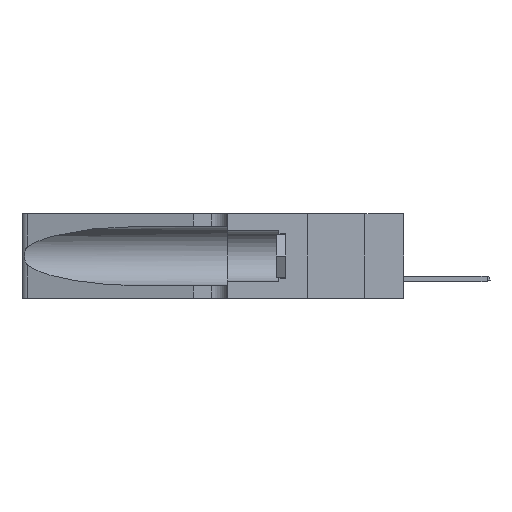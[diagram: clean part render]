
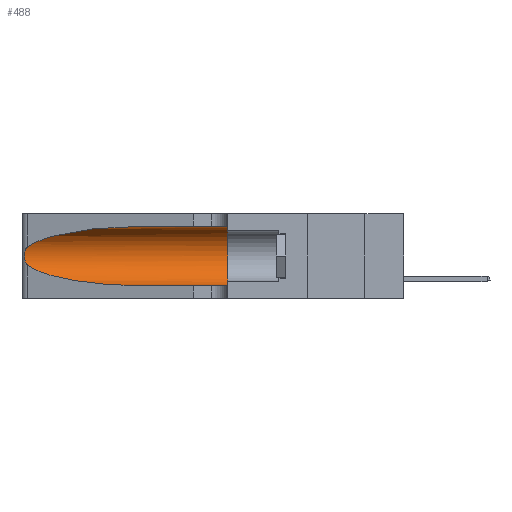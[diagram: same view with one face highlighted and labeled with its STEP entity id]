
A CAD part, left-side view. The second image highlights one B-rep face of the part: STEP entity #488.
In plain terms, the highlighted cylindrical face has radius 3.308 mm (diameter 6.617 mm), a partial arc.
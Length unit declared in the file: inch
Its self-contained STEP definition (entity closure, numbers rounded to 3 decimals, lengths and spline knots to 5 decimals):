
#488 = ADVANCED_FACE ( 'NONE', ( #5424 ), #19340, .F. ) ;
#1345 = CARTESIAN_POINT ( 'NONE',  ( 0.25487, 1.22718, 0.22369 ) ) ;
#1513 = AXIS2_PLACEMENT_3D ( 'NONE', #2636, #7843, #14337 ) ;
#1892 = CARTESIAN_POINT ( 'NONE',  ( 0.1305, 1.61858, 0.31525 ) ) ;
#2289 = CARTESIAN_POINT ( 'NONE',  ( 0.1305, 0.72297, 0.31525 ) ) ;
#2636 = CARTESIAN_POINT ( 'NONE',  ( 0.1305, 0.35, 0.185 ) ) ;
#3940 = DIRECTION ( 'NONE',  ( 0., 0., -1. ) ) ;
#3960 = VERTEX_POINT ( 'NONE', #4480 ) ;
#4055 = CIRCLE ( 'NONE', #1513, 0.13025 ) ;
#4477 = CARTESIAN_POINT ( 'NONE',  ( 0.25555, 1.22993, 0.14849 ) ) ;
#4480 = CARTESIAN_POINT ( 'NONE',  ( 0.25487, 1.22718, 0.22369 ) ) ;
#4902 = CARTESIAN_POINT ( 'NONE',  ( 0.25487, 1.22718, 0.14631 ) ) ;
#4904 =( BOUNDED_CURVE ( )  B_SPLINE_CURVE ( 3, ( #15254, #6872, #20452, #15408 ),
 .UNSPECIFIED., .F., .T. ) 
 B_SPLINE_CURVE_WITH_KNOTS ( ( 4, 4 ),
 ( 3.44316, 4.71239 ),
 .UNSPECIFIED. ) 
 CURVE ( )  GEOMETRIC_REPRESENTATION_ITEM ( )  RATIONAL_B_SPLINE_CURVE ( ( 1., 0.87, 0.87, 1. ) ) 
 REPRESENTATION_ITEM ( '' )  );
#5180 = CARTESIAN_POINT ( 'NONE',  ( 0.1305, 0.35, 0.31525 ) ) ;
#5424 = FACE_OUTER_BOUND ( 'NONE', #20479, .T. ) ;
#5511 = DIRECTION ( 'NONE',  ( 0., -1., 0. ) ) ;
#6060 = ORIENTED_EDGE ( 'NONE', *, *, #10851, .F. ) ;
#6872 = CARTESIAN_POINT ( 'NONE',  ( 0.2373, 1.15595, 0.08982 ) ) ;
#6983 = CARTESIAN_POINT ( 'NONE',  ( 0.1305, 0.72297, 0.31525 ) ) ;
#7279 = CARTESIAN_POINT ( 'NONE',  ( 0.1305, 1.61858, 0.185 ) ) ;
#7592 = VECTOR ( 'NONE', #5511, 39.37008 ) ;
#7843 = DIRECTION ( 'NONE',  ( 0., 1., 0. ) ) ;
#8047 = CARTESIAN_POINT ( 'NONE',  ( 0.25787, 1.23484, 0.2124 ) ) ;
#8113 = CARTESIAN_POINT ( 'NONE',  ( 0.25856, 1.23593, 0.16098 ) ) ;
#8402 = ORIENTED_EDGE ( 'NONE', *, *, #9200, .T. ) ;
#8546 = EDGE_CURVE ( 'NONE', #11891, #12078, #13216, .T. ) ;
#9044 = CARTESIAN_POINT ( 'NONE',  ( 0.18966, 0.96281, 0.31525 ) ) ;
#9200 = EDGE_CURVE ( 'NONE', #11268, #3960, #17920, .T. ) ;
#9847 = CARTESIAN_POINT ( 'NONE',  ( 0.25555, 1.22994, 0.2215 ) ) ;
#10570 = EDGE_CURVE ( 'NONE', #3960, #20286, #15166, .T. ) ;
#10851 = EDGE_CURVE ( 'NONE', #11456, #12078, #4055, .T. ) ;
#11268 = VERTEX_POINT ( 'NONE', #6983 ) ;
#11446 = CARTESIAN_POINT ( 'NONE',  ( 0.25487, 1.22718, 0.14631 ) ) ;
#11456 = VERTEX_POINT ( 'NONE', #5180 ) ;
#11517 = CARTESIAN_POINT ( 'NONE',  ( 0.26075, 1.23896, 0.19203 ) ) ;
#11713 = CARTESIAN_POINT ( 'NONE',  ( 0.1305, 0.35, 0.05475 ) ) ;
#11891 = VERTEX_POINT ( 'NONE', #18331 ) ;
#12078 = VERTEX_POINT ( 'NONE', #11713 ) ;
#13079 = CARTESIAN_POINT ( 'NONE',  ( 0.26017, 1.23833, 0.17102 ) ) ;
#13216 = LINE ( 'NONE', #21081, #7592 ) ;
#14134 = CARTESIAN_POINT ( 'NONE',  ( 0.25487, 1.22718, 0.22369 ) ) ;
#14337 = DIRECTION ( 'NONE',  ( 0., 0., 1. ) ) ;
#14774 = CARTESIAN_POINT ( 'NONE',  ( 0.25854, 1.2359, 0.20912 ) ) ;
#14924 = CARTESIAN_POINT ( 'NONE',  ( 0.25639, 1.23186, 0.15144 ) ) ;
#15166 = B_SPLINE_CURVE_WITH_KNOTS ( 'NONE', 3,
 ( #1345, #9847, #18369, #8047, #14774, #21913, #11517, #19972, #13079, #8113, #20122, #14924, #4477, #11446 ),
 .UNSPECIFIED., .F., .F.,
 ( 4, 2, 2, 2, 2, 2, 4 ),
 ( 0., 0.00027, 0.00053, 0.00107, 0.0016, 0.00187, 0.00214 ),
 .UNSPECIFIED. ) ;
#15225 = VECTOR ( 'NONE', #15567, 39.37008 ) ;
#15254 = CARTESIAN_POINT ( 'NONE',  ( 0.25487, 1.22718, 0.14631 ) ) ;
#15408 = CARTESIAN_POINT ( 'NONE',  ( 0.1305, 0.72297, 0.05475 ) ) ;
#15567 = DIRECTION ( 'NONE',  ( 0., -1., 0. ) ) ;
#17289 = EDGE_CURVE ( 'NONE', #20286, #11891, #4904, .T. ) ;
#17381 = EDGE_CURVE ( 'NONE', #11268, #11456, #17664, .T. ) ;
#17664 = LINE ( 'NONE', #1892, #15225 ) ;
#17684 = ORIENTED_EDGE ( 'NONE', *, *, #10570, .T. ) ;
#17743 = CARTESIAN_POINT ( 'NONE',  ( 0.2373, 1.15595, 0.28018 ) ) ;
#17920 =( BOUNDED_CURVE ( )  B_SPLINE_CURVE ( 3, ( #2289, #9044, #17743, #14134 ),
 .UNSPECIFIED., .F., .T. ) 
 B_SPLINE_CURVE_WITH_KNOTS ( ( 4, 4 ),
 ( 1.5708, 2.84003 ),
 .UNSPECIFIED. ) 
 CURVE ( )  GEOMETRIC_REPRESENTATION_ITEM ( )  RATIONAL_B_SPLINE_CURVE ( ( 1., 0.87, 0.87, 1. ) ) 
 REPRESENTATION_ITEM ( '' )  );
#18331 = CARTESIAN_POINT ( 'NONE',  ( 0.1305, 0.72297, 0.05475 ) ) ;
#18369 = CARTESIAN_POINT ( 'NONE',  ( 0.25639, 1.23184, 0.21858 ) ) ;
#18445 = ORIENTED_EDGE ( 'NONE', *, *, #17289, .T. ) ;
#19255 = DIRECTION ( 'NONE',  ( 0., -1., 0. ) ) ;
#19340 = CYLINDRICAL_SURFACE ( 'NONE', #21319, 0.13025 ) ;
#19638 = ORIENTED_EDGE ( 'NONE', *, *, #8546, .T. ) ;
#19972 = CARTESIAN_POINT ( 'NONE',  ( 0.26075, 1.23896, 0.178 ) ) ;
#20122 = CARTESIAN_POINT ( 'NONE',  ( 0.25789, 1.23486, 0.15765 ) ) ;
#20286 = VERTEX_POINT ( 'NONE', #4902 ) ;
#20452 = CARTESIAN_POINT ( 'NONE',  ( 0.18966, 0.96281, 0.05475 ) ) ;
#20479 = EDGE_LOOP ( 'NONE', ( #8402, #17684, #18445, #19638, #6060, #21471 ) ) ;
#21081 = CARTESIAN_POINT ( 'NONE',  ( 0.1305, 1.61858, 0.05475 ) ) ;
#21319 = AXIS2_PLACEMENT_3D ( 'NONE', #7279, #19255, #3940 ) ;
#21471 = ORIENTED_EDGE ( 'NONE', *, *, #17381, .F. ) ;
#21913 = CARTESIAN_POINT ( 'NONE',  ( 0.26018, 1.23835, 0.19895 ) ) ;
